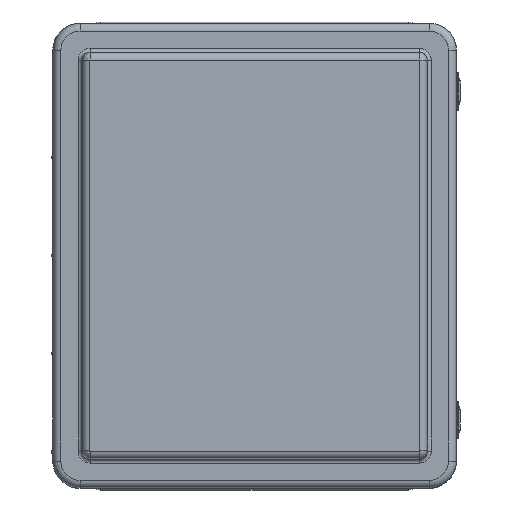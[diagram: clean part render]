
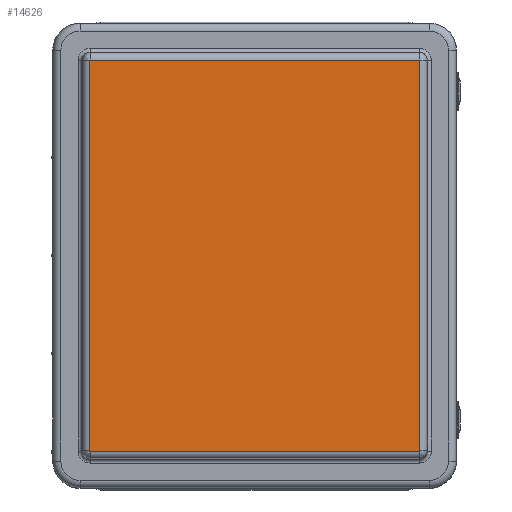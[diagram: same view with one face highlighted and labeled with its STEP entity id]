
A CAD part, top view. The second image highlights one B-rep face of the part: STEP entity #14626.
In plain terms, the highlighted planar face has unit normal (0, 0, 1).
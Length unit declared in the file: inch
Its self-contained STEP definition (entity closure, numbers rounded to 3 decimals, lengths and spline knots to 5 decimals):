
#1136=LINE($,#25789,#2243);
#1139=LINE($,#25796,#2246);
#1140=LINE($,#25829,#2247);
#1143=LINE($,#25836,#2250);
#2243=VECTOR($,#19766,12.93977);
#2246=VECTOR($,#19773,10.9);
#2247=VECTOR($,#19790,10.9);
#2250=VECTOR($,#19797,12.93977);
#2809=PLANE($,#16102);
#4306=FACE_OUTER_BOUND($,#5425,.T.);
#5425=EDGE_LOOP($,(#12768,#12769,#12770,#12771,#12772,#12773,#12774,#12775));
#6290=CIRCLE($,#16077,0.00433);
#6296=CIRCLE($,#16085,0.00433);
#6300=CIRCLE($,#16089,0.00433);
#6304=CIRCLE($,#16095,0.00433);
#7531=VERTEX_POINT($,#25778);
#7532=VERTEX_POINT($,#25780);
#7535=VERTEX_POINT($,#25787);
#7536=VERTEX_POINT($,#25792);
#7539=VERTEX_POINT($,#25807);
#7540=VERTEX_POINT($,#25820);
#7543=VERTEX_POINT($,#25827);
#7544=VERTEX_POINT($,#25832);
#9343=EDGE_CURVE($,#7531,#7532,#6290,.T.);
#9347=EDGE_CURVE($,#7535,#7531,#1136,.T.);
#9351=EDGE_CURVE($,#7532,#7536,#1139,.T.);
#9353=EDGE_CURVE($,#7539,#7535,#6296,.T.);
#9357=EDGE_CURVE($,#7536,#7540,#6300,.T.);
#9359=EDGE_CURVE($,#7543,#7539,#1140,.T.);
#9363=EDGE_CURVE($,#7540,#7544,#1143,.T.);
#9365=EDGE_CURVE($,#7544,#7543,#6304,.T.);
#12768=ORIENTED_EDGE($,*,*,#9343,.F.);
#12769=ORIENTED_EDGE($,*,*,#9347,.F.);
#12770=ORIENTED_EDGE($,*,*,#9353,.F.);
#12771=ORIENTED_EDGE($,*,*,#9359,.F.);
#12772=ORIENTED_EDGE($,*,*,#9365,.F.);
#12773=ORIENTED_EDGE($,*,*,#9363,.F.);
#12774=ORIENTED_EDGE($,*,*,#9357,.F.);
#12775=ORIENTED_EDGE($,*,*,#9351,.F.);
#14626=ADVANCED_FACE($,(#4306),#2809,.T.);
#16077=AXIS2_PLACEMENT_3D($,#25781,#19756,#19757);
#16085=AXIS2_PLACEMENT_3D($,#25809,#19776,#19777);
#16089=AXIS2_PLACEMENT_3D($,#25824,#19784,#19785);
#16095=AXIS2_PLACEMENT_3D($,#25847,#19800,#19801);
#16102=AXIS2_PLACEMENT_3D($,#25866,#19821,#19822);
#19756=DIRECTION('center_axis',(0.,0.,-1.));
#19757=DIRECTION('ref_axis',(0.707,-0.707,0.));
#19766=DIRECTION($,(0.,-1.,0.));
#19773=DIRECTION($,(-1.,0.,0.));
#19776=DIRECTION('center_axis',(0.,0.,-1.));
#19777=DIRECTION('ref_axis',(0.707,0.707,0.));
#19784=DIRECTION('center_axis',(0.,0.,-1.));
#19785=DIRECTION('ref_axis',(-0.707,-0.707,0.));
#19790=DIRECTION($,(1.,0.,0.));
#19797=DIRECTION($,(0.,1.,0.));
#19800=DIRECTION('center_axis',(0.,0.,-1.));
#19801=DIRECTION('ref_axis',(-0.707,0.707,0.));
#19821=DIRECTION('center_axis',(0.,0.,1.));
#19822=DIRECTION('ref_axis',(1.,0.,0.));
#25778=CARTESIAN_POINT('',(5.45433,-6.46989,2.25));
#25780=CARTESIAN_POINT('',(5.45,-6.47421,2.25));
#25781=CARTESIAN_POINT('Origin',(5.45,-6.46989,2.25));
#25787=CARTESIAN_POINT('',(5.45433,6.46989,2.25));
#25789=CARTESIAN_POINT($,(5.45433,6.46989,2.25));
#25792=CARTESIAN_POINT('',(-5.45,-6.47421,2.25));
#25796=CARTESIAN_POINT($,(5.45,-6.47421,2.25));
#25807=CARTESIAN_POINT('',(5.45,6.47421,2.25));
#25809=CARTESIAN_POINT('Origin',(5.45,6.46989,2.25));
#25820=CARTESIAN_POINT('',(-5.45433,-6.46989,2.25));
#25824=CARTESIAN_POINT('Origin',(-5.45,-6.46989,2.25));
#25827=CARTESIAN_POINT('',(-5.45,6.47421,2.25));
#25829=CARTESIAN_POINT($,(-5.45,6.47421,2.25));
#25832=CARTESIAN_POINT('',(-5.45433,6.46989,2.25));
#25836=CARTESIAN_POINT($,(-5.45433,-6.46989,2.25));
#25847=CARTESIAN_POINT('Origin',(-5.45,6.46989,2.25));
#25866=CARTESIAN_POINT('Origin',(0.,0.,2.25));
